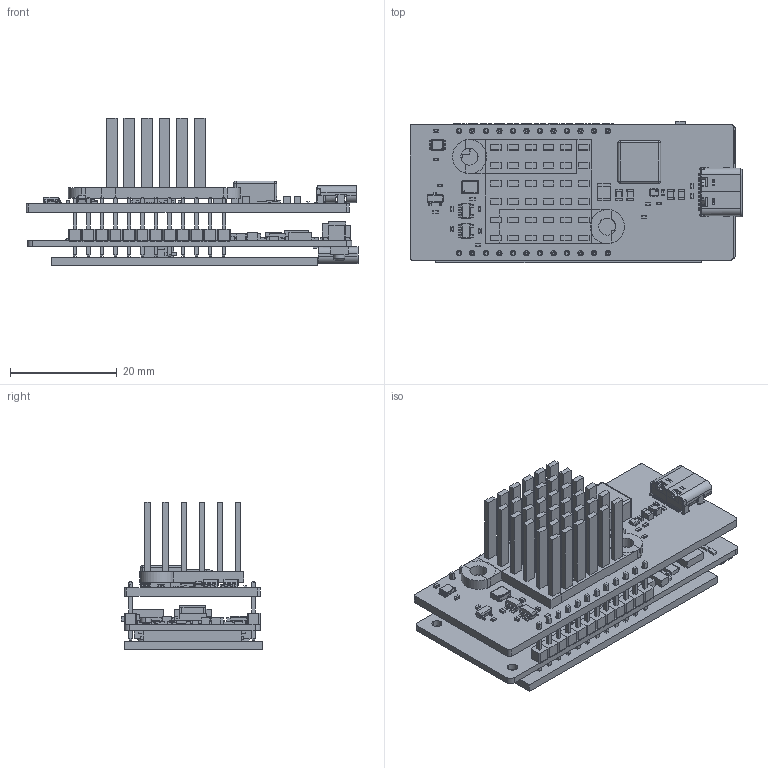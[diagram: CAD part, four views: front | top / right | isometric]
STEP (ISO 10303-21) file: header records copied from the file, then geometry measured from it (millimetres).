
FILE_DESCRIPTION(('KiCad electronic assembly'),'2;1');
FILE_NAME('NerdNOS.step','2024-08-29T09:52:58',('Pcbnew'),('Kicad'), 'Open CASCADE STEP processor 7.6','KiCad to STEP converter','Unknown' );
FILE_SCHEMA(('AUTOMOTIVE_DESIGN { 1 0 10303 214 1 1 1 1 }'));
Length unit declared in the file: millimetre
Products named in the file (30): NerdNOS 1; SOT-23-5; SOT_23_5; R_0402_1005Metric; L_Cenker_CKCS8040; C_0402_1005Metric; C_0805_2012Metric; SOT-23; SOT_23; USB_C_Receptacle_GCT_USB4105-xx-A_16P_TopMnt_Horizontal; USB_C_Receptacle_16P_TopMnt_Horizontal_GCT_USB4105-xx-A; oscillator3.2x2.5; ECS-327KE; C_1210_3225Metric; QFN-44-1EP_8x8mm_P0.65mm_EP6.6x6.6mm; QFN-44-1EP_8x8mm_Pitch0.65mm; TXU0202DCUR; NerdNOS 1.31.1; heatsink-19x19x15-front; difference; SOT-563; SOT_563; T-Display-S3; NerdNOS_PCB
Assembly tree (62 placements, depth 3):
  NerdNOS 1
    SOT-23-5  x2
      SOT_23_5
    R_0402_1005Metric  x11
      R_0402_1005Metric
    L_Cenker_CKCS8040
      L_Cenker_CKCS8040
    C_0402_1005Metric  x20
      C_0402_1005Metric
    C_0805_2012Metric  x4
      C_0805_2012Metric
    SOT-23
      SOT_23
    USB_C_Receptacle_GCT_USB4105-xx-A_16P_TopMnt_Horizontal
      USB_C_Receptacle_16P_TopMnt_Horizontal_GCT_USB4105-xx-A
    oscillator3.2x2.5
      ECS-327KE
    C_1210_3225Metric
      C_1210_3225Metric
    QFN-44-1EP_8x8mm_P0.65mm_EP6.6x6.6mm
      QFN-44-1EP_8x8mm_Pitch0.65mm
    TXU0202DCUR
      NerdNOS 1.31.1
    heatsink-19x19x15-front
      difference
    SOT-563
      SOT_563
    T-Display-S3
      T-Display-S3
    NerdNOS_PCB
Bounding box: 62.27 x 26.55 x 27.67 mm (x, y, z)
Volume: 9712.1 mm3; surface area: 17428.2 mm2
Topology: 124 solids, 124 shells, 4460 faces, 11307 edges, 7327 vertices
Faces by surface type: plane 3481, cylinder 856, bspline 99, sphere 12, cone 8, torus 4
Full cylindrical faces by diameter (mm): 0.25 x1, 0.5 x3, 0.65 x2, 1 x24, 3.2 x4
Entity records: 114001 total; most frequent: CARTESIAN_POINT 19557, ORIENTED_EDGE 17508, DIRECTION 16609, EDGE_CURVE 8754, LINE 7631, VECTOR 7631, VERTEX_POINT 5661, AXIS2_PLACEMENT_3D 4489
